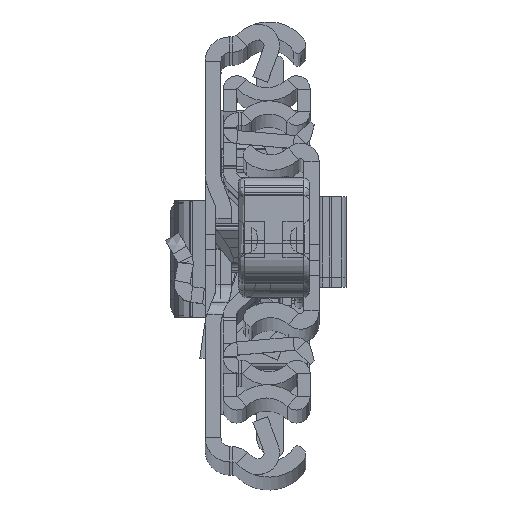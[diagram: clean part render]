
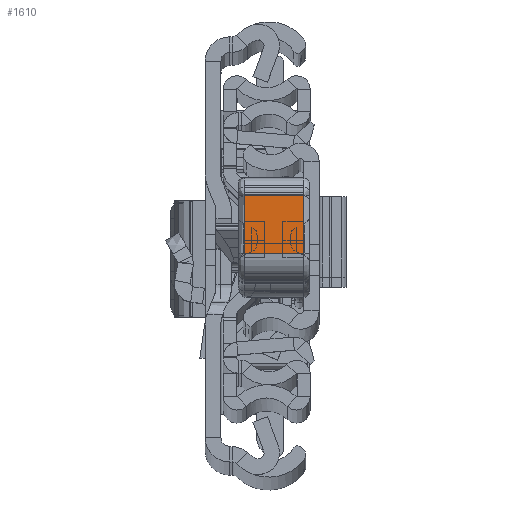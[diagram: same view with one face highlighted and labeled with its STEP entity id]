
A CAD part, top view. The second image highlights one B-rep face of the part: STEP entity #1610.
In plain terms, the highlighted face is planar.
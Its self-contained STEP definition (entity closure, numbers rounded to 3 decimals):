
#1610 = ADVANCED_FACE ( 'NONE', ( #5680 ), #17396, .F. ) ;
#2253 = CARTESIAN_POINT ( 'NONE',  ( 39.55, -12.274, 0. ) ) ;
#2314 = VECTOR ( 'NONE', #35091, 1000. ) ;
#3742 = DIRECTION ( 'NONE',  ( -0.027, -1., 0. ) ) ;
#3926 = DIRECTION ( 'NONE',  ( -1., 0.027, 0. ) ) ;
#4082 = CARTESIAN_POINT ( 'NONE',  ( 39.818, -2.465, 0. ) ) ;
#4450 = ORIENTED_EDGE ( 'NONE', *, *, #7114, .F. ) ;
#5680 = FACE_OUTER_BOUND ( 'NONE', #6795, .T. ) ;
#5976 = LINE ( 'NONE', #23864, #32915 ) ;
#6795 = EDGE_LOOP ( 'NONE', ( #17810, #37465, #35454, #4450 ) ) ;
#7114 = EDGE_CURVE ( 'NONE', #33120, #23786, #24026, .T. ) ;
#8728 = LINE ( 'NONE', #11622, #2314 ) ;
#9689 = EDGE_CURVE ( 'NONE', #15619, #33120, #8728, .T. ) ;
#9801 = VECTOR ( 'NONE', #13610, 1000. ) ;
#10359 = DIRECTION ( 'NONE',  ( 0.027, 1., 0. ) ) ;
#10595 = EDGE_CURVE ( 'NONE', #23786, #26963, #5976, .T. ) ;
#11622 = CARTESIAN_POINT ( 'NONE',  ( 39.55, -12.274, -11. ) ) ;
#12977 = CARTESIAN_POINT ( 'NONE',  ( 39.818, -2.465, -10. ) ) ;
#13047 = AXIS2_PLACEMENT_3D ( 'NONE', #30080, #3926, #3742 ) ;
#13610 = DIRECTION ( 'NONE',  ( -0.027, -1., 0. ) ) ;
#15619 = VERTEX_POINT ( 'NONE', #21224 ) ;
#17396 = PLANE ( 'NONE',  #13047 ) ;
#17684 = DIRECTION ( 'NONE',  ( 0., 0., -1. ) ) ;
#17810 = ORIENTED_EDGE ( 'NONE', *, *, #9689, .F. ) ;
#19426 = VECTOR ( 'NONE', #10359, 1000. ) ;
#21224 = CARTESIAN_POINT ( 'NONE',  ( 39.55, -12.274, -10. ) ) ;
#23786 = VERTEX_POINT ( 'NONE', #4082 ) ;
#23864 = CARTESIAN_POINT ( 'NONE',  ( 39.818, -2.465, -11. ) ) ;
#24026 = LINE ( 'NONE', #2253, #19426 ) ;
#26963 = VERTEX_POINT ( 'NONE', #12977 ) ;
#27664 = EDGE_CURVE ( 'NONE', #26963, #15619, #28037, .T. ) ;
#28037 = LINE ( 'NONE', #28226, #9801 ) ;
#28226 = CARTESIAN_POINT ( 'NONE',  ( 39.55, -12.274, -10. ) ) ;
#30080 = CARTESIAN_POINT ( 'NONE',  ( 39.55, -12.274, -11. ) ) ;
#32915 = VECTOR ( 'NONE', #17684, 1000. ) ;
#33120 = VERTEX_POINT ( 'NONE', #34253 ) ;
#34253 = CARTESIAN_POINT ( 'NONE',  ( 39.55, -12.274, 0. ) ) ;
#35091 = DIRECTION ( 'NONE',  ( 0., 0., 1. ) ) ;
#35454 = ORIENTED_EDGE ( 'NONE', *, *, #10595, .F. ) ;
#37465 = ORIENTED_EDGE ( 'NONE', *, *, #27664, .F. ) ;
